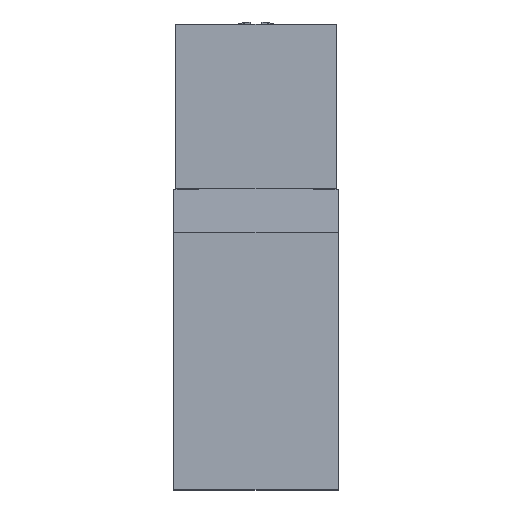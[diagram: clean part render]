
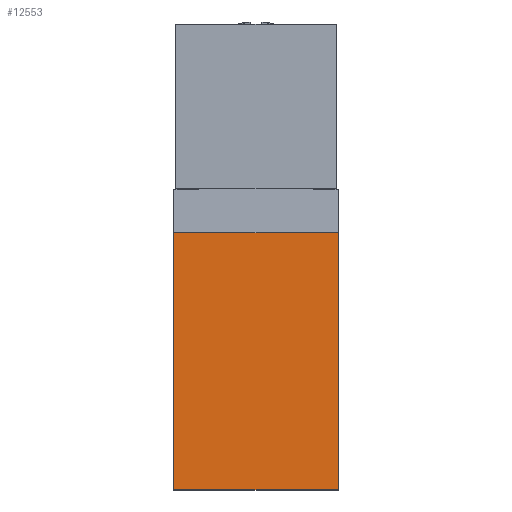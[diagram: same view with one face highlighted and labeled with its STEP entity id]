
A CAD part, front view. The second image highlights one B-rep face of the part: STEP entity #12553.
In plain terms, the highlighted planar face has unit normal (0, -1, 0.009).
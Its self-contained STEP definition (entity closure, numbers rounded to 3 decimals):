
#567=DIRECTION('',(0.,-0.009,-1.));
#568=VECTOR('',#567,28.191);
#569=CARTESIAN_POINT('',(-9.,-149.754,28.19));
#570=LINE('',#569,#568);
#889=DIRECTION('',(0.,0.009,1.));
#890=VECTOR('',#889,28.191);
#891=CARTESIAN_POINT('',(9.,-150.,0.));
#892=LINE('',#891,#890);
#4880=DIRECTION('',(1.,0.,0.));
#4881=VECTOR('',#4880,18.);
#4882=CARTESIAN_POINT('',(-9.,-150.,0.));
#4883=LINE('',#4882,#4881);
#4918=DIRECTION('',(1.,0.,0.));
#4919=VECTOR('',#4918,18.);
#4920=CARTESIAN_POINT('',(-9.,-149.754,28.19));
#4921=LINE('',#4920,#4919);
#6232=CARTESIAN_POINT('',(-9.,-149.754,28.19));
#6233=VERTEX_POINT('',#6232);
#6234=CARTESIAN_POINT('',(-9.,-150.,0.));
#6235=VERTEX_POINT('',#6234);
#6365=CARTESIAN_POINT('',(9.,-150.,0.));
#6366=VERTEX_POINT('',#6365);
#6367=CARTESIAN_POINT('',(9.,-149.754,28.19));
#6368=VERTEX_POINT('',#6367);
#12541=CARTESIAN_POINT('',(0.,-150.,0.));
#12542=DIRECTION('',(0.,1.,-0.009));
#12543=DIRECTION('',(0.,0.009,1.));
#12544=AXIS2_PLACEMENT_3D('',#12541,#12542,#12543);
#12545=PLANE('',#12544);
#12547=ORIENTED_EDGE('',*,*,#12546,.T.);
#12548=ORIENTED_EDGE('',*,*,#7694,.F.);
#12549=ORIENTED_EDGE('',*,*,#12518,.F.);
#12550=ORIENTED_EDGE('',*,*,#7524,.F.);
#12551=EDGE_LOOP('',(#12547,#12548,#12549,#12550));
#12552=FACE_OUTER_BOUND('',#12551,.F.);
#7524=EDGE_CURVE('',#6233,#6235,#570,.T.);
#7694=EDGE_CURVE('',#6366,#6368,#892,.T.);
#12518=EDGE_CURVE('',#6235,#6366,#4883,.T.);
#12546=EDGE_CURVE('',#6233,#6368,#4921,.T.);
#12553=ADVANCED_FACE('',(#12552),#12545,.F.);
